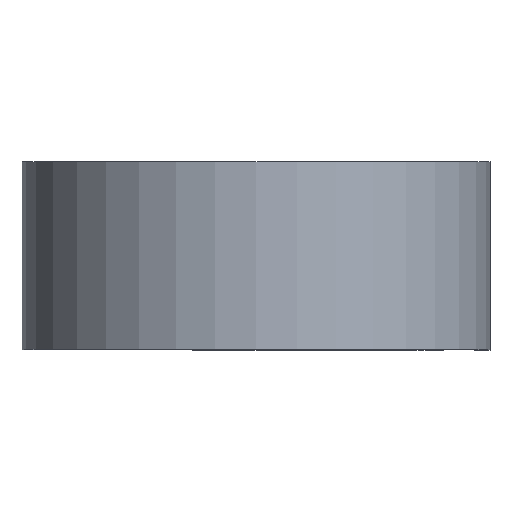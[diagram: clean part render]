
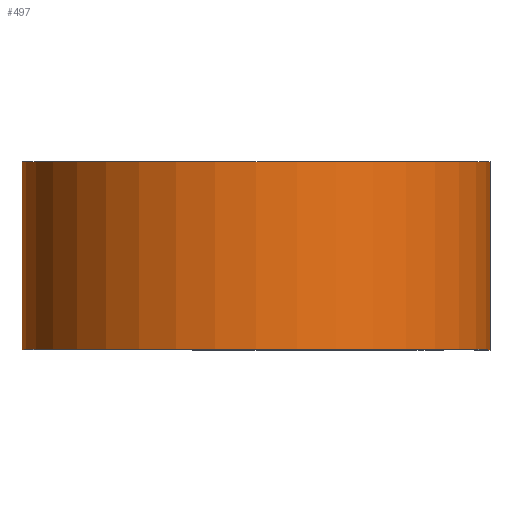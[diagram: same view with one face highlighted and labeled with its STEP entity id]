
A CAD part, top view. The second image highlights one B-rep face of the part: STEP entity #497.
In plain terms, the highlighted cylindrical face has radius 23.749 mm (diameter 47.498 mm), a partial arc.
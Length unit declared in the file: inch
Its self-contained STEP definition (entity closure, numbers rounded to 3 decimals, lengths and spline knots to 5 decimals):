
#16 = AXIS2_PLACEMENT_3D ( 'NONE', #273, #158, #325 ) ;
#21 = CARTESIAN_POINT ( 'NONE',  ( 0., 0.375, -0.935 ) ) ;
#90 = EDGE_CURVE ( 'NONE', #241, #559, #438, .T. ) ;
#100 = ORIENTED_EDGE ( 'NONE', *, *, #382, .T. ) ;
#115 = ORIENTED_EDGE ( 'NONE', *, *, #90, .T. ) ;
#158 = DIRECTION ( 'NONE',  ( 0., 1., 0. ) ) ;
#162 = DIRECTION ( 'NONE',  ( 0., 1., 0. ) ) ;
#188 = CARTESIAN_POINT ( 'NONE',  ( 0., -0.375, 0. ) ) ;
#195 = DIRECTION ( 'NONE',  ( 0., -1., 0. ) ) ;
#198 = DIRECTION ( 'NONE',  ( 1., 0., 0. ) ) ;
#215 = DIRECTION ( 'NONE',  ( 0., -1., 0. ) ) ;
#241 = VERTEX_POINT ( 'NONE', #268 ) ;
#261 = ORIENTED_EDGE ( 'NONE', *, *, #561, .F. ) ;
#268 = CARTESIAN_POINT ( 'NONE',  ( 0., -0.375, -0.935 ) ) ;
#271 = CARTESIAN_POINT ( 'NONE',  ( 0., 0.375, 0. ) ) ;
#273 = CARTESIAN_POINT ( 'NONE',  ( 0., 0.375, 0. ) ) ;
#287 = AXIS2_PLACEMENT_3D ( 'NONE', #188, #162, #198 ) ;
#304 = EDGE_LOOP ( 'NONE', ( #115, #261, #328, #100 ) ) ;
#325 = DIRECTION ( 'NONE',  ( 1., 0., 0. ) ) ;
#328 = ORIENTED_EDGE ( 'NONE', *, *, #360, .F. ) ;
#331 = CARTESIAN_POINT ( 'NONE',  ( 0., 0.375, -0.935 ) ) ;
#336 = DIRECTION ( 'NONE',  ( 0., -1., 0. ) ) ;
#341 = CARTESIAN_POINT ( 'NONE',  ( 0.935, 0.375, 0. ) ) ;
#356 = CARTESIAN_POINT ( 'NONE',  ( 0.935, -0.375, 0. ) ) ;
#360 = EDGE_CURVE ( 'NONE', #602, #620, #616, .T. ) ;
#382 = EDGE_CURVE ( 'NONE', #602, #241, #597, .T. ) ;
#438 = CIRCLE ( 'NONE', #287, 0.935 ) ;
#468 = DIRECTION ( 'NONE',  ( 0., 0., -1. ) ) ;
#473 = AXIS2_PLACEMENT_3D ( 'NONE', #271, #215, #468 ) ;
#490 = VECTOR ( 'NONE', #336, 39.37008 ) ;
#492 = LINE ( 'NONE', #341, #490 ) ;
#497 = ADVANCED_FACE ( 'NONE', ( #545 ), #516, .T. ) ;
#516 = CYLINDRICAL_SURFACE ( 'NONE', #473, 0.935 ) ;
#545 = FACE_OUTER_BOUND ( 'NONE', #304, .T. ) ;
#559 = VERTEX_POINT ( 'NONE', #356 ) ;
#561 = EDGE_CURVE ( 'NONE', #620, #559, #492, .T. ) ;
#580 = VECTOR ( 'NONE', #195, 39.37008 ) ;
#597 = LINE ( 'NONE', #331, #580 ) ;
#602 = VERTEX_POINT ( 'NONE', #21 ) ;
#606 = CARTESIAN_POINT ( 'NONE',  ( 0.935, 0.375, 0. ) ) ;
#616 = CIRCLE ( 'NONE', #16, 0.935 ) ;
#620 = VERTEX_POINT ( 'NONE', #606 ) ;
